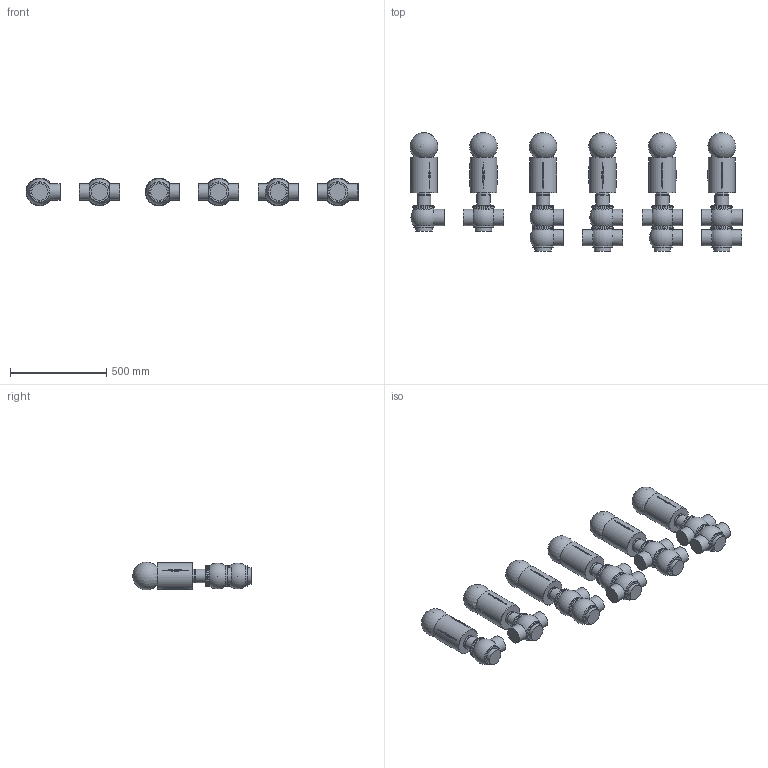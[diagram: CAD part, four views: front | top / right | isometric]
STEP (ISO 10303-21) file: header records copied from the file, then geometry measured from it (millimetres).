
FILE_DESCRIPTION((''),'2;1');
FILE_NAME('BBZP-DN080-SAL.stp','2008-09-24T16:57:06',('malp-m'),(''),'Autodesk Inventor 2008','Autodesk Inventor 2008','');
FILE_SCHEMA(('AUTOMOTIVE_DESIGN { 1 0 10303 214 1 1 1 1 }'));
Length unit declared in the file: millimetre
Products named in the file (8): BBZP-DN080-SAL; SAGOMA-GIOTTO; CIL134; Assemblaggio-DN080; COR-INF-L-SAL-DN80; COR-INF-T-SAL-DN80; COR-SUP-L-SAL-DN80; COR-SUP-T-SAL-DN80
Assembly tree (28 placements, depth 2):
  BBZP-DN080-SAL
    SAGOMA-GIOTTO  x6
    CIL134  x6
    Assemblaggio-DN080  x6
    COR-INF-L-SAL-DN80  x3
    COR-INF-T-SAL-DN80  x3
    COR-SUP-L-SAL-DN80  x2
    COR-SUP-T-SAL-DN80  x2
Bounding box: 1727 x 616.39 x 145 mm (x, y, z)
Volume: 44883117.4 mm3; surface area: 2141240 mm2
Topology: 28 solids, 28 shells, 311 faces, 722 edges, 480 vertices
Faces by surface type: cylinder 85, cone 80, plane 71, torus 48, sphere 21, bspline 6
Full cylindrical faces by diameter (mm): 69 x6, 71 x6, 85 x21, 105 x26, 113 x20, 139 x6
Entity records: 2805 total; most frequent: CARTESIAN_POINT 904, DIRECTION 392, ORIENTED_EDGE 246, AXIS2_PLACEMENT_3D 196, EDGE_LOOP 130, EDGE_CURVE 123, VERTEX_POINT 103, FACE_OUTER_BOUND 82
